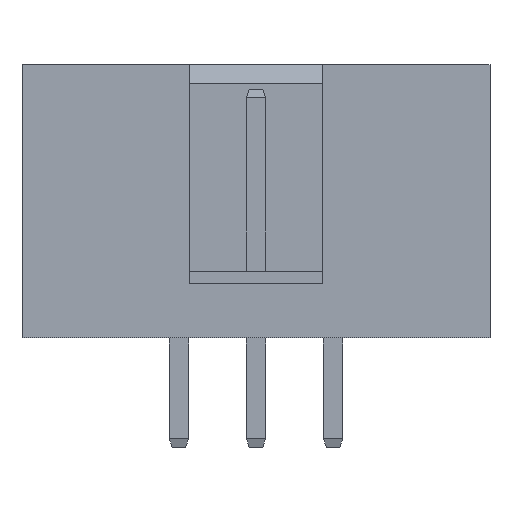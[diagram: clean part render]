
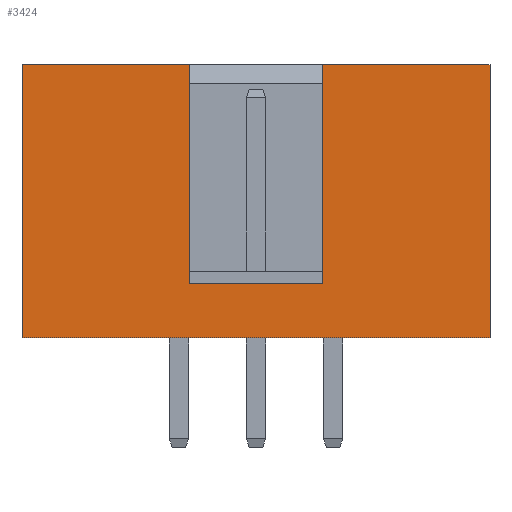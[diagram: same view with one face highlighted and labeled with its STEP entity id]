
A CAD part, front view. The second image highlights one B-rep face of the part: STEP entity #3424.
In plain terms, the highlighted planar face has unit normal (0, -1, 0).
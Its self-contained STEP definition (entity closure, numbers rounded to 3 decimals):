
#4 = VERTEX_POINT ( 'NONE', #1067 ) ;
#26 = LINE ( 'NONE', #4063, #2522 ) ;
#152 = LINE ( 'NONE', #4236, #3450 ) ;
#424 = DIRECTION ( 'NONE',  ( 0., 0., 1. ) ) ;
#469 = DIRECTION ( 'NONE',  ( 1., 0., 0. ) ) ;
#578 = DIRECTION ( 'NONE',  ( 1., 0., 0. ) ) ;
#613 = DIRECTION ( 'NONE',  ( -1., 0., 0. ) ) ;
#736 = VECTOR ( 'NONE', #1227, 1000. ) ;
#786 = CARTESIAN_POINT ( 'NONE',  ( 0.34, -3.13, 0. ) ) ;
#814 = CARTESIAN_POINT ( 'NONE',  ( 0., -3.13, 9. ) ) ;
#816 = VECTOR ( 'NONE', #469, 1000. ) ;
#875 = EDGE_CURVE ( 'NONE', #1343, #3228, #3013, .T. ) ;
#984 = CARTESIAN_POINT ( 'NONE',  ( 0.34, -3.13, 9. ) ) ;
#1036 = VECTOR ( 'NONE', #578, 1000. ) ;
#1057 = ORIENTED_EDGE ( 'NONE', *, *, #4135, .F. ) ;
#1067 = CARTESIAN_POINT ( 'NONE',  ( 4.74, -3.13, 1.8 ) ) ;
#1080 = ORIENTED_EDGE ( 'NONE', *, *, #2267, .T. ) ;
#1110 = VERTEX_POINT ( 'NONE', #1138 ) ;
#1114 = FACE_OUTER_BOUND ( 'NONE', #4416, .T. ) ;
#1133 = LINE ( 'NONE', #2524, #2427 ) ;
#1138 = CARTESIAN_POINT ( 'NONE',  ( 4.74, -3.13, 9. ) ) ;
#1156 = CARTESIAN_POINT ( 'NONE',  ( 0., -3.13, 0. ) ) ;
#1227 = DIRECTION ( 'NONE',  ( 1., 0., 0. ) ) ;
#1343 = VERTEX_POINT ( 'NONE', #1478 ) ;
#1459 = AXIS2_PLACEMENT_3D ( 'NONE', #2864, #2172, #3530 ) ;
#1478 = CARTESIAN_POINT ( 'NONE',  ( -5.17, -3.13, 9. ) ) ;
#1479 = PLANE ( 'NONE',  #1459 ) ;
#1545 = LINE ( 'NONE', #1156, #736 ) ;
#1657 = VECTOR ( 'NONE', #613, 1000. ) ;
#1726 = VERTEX_POINT ( 'NONE', #2081 ) ;
#1803 = DIRECTION ( 'NONE',  ( 0., 0., 1. ) ) ;
#1943 = CARTESIAN_POINT ( 'NONE',  ( 10.25, -3.13, 9. ) ) ;
#2009 = LINE ( 'NONE', #3726, #1657 ) ;
#2017 = CARTESIAN_POINT ( 'NONE',  ( 0., -3.13, 9. ) ) ;
#2076 = VERTEX_POINT ( 'NONE', #4153 ) ;
#2081 = CARTESIAN_POINT ( 'NONE',  ( -5.17, -3.13, 0. ) ) ;
#2097 = EDGE_CURVE ( 'NONE', #1726, #2076, #1545, .T. ) ;
#2102 = ORIENTED_EDGE ( 'NONE', *, *, #875, .F. ) ;
#2172 = DIRECTION ( 'NONE',  ( 0., -1., 0. ) ) ;
#2186 = LINE ( 'NONE', #814, #816 ) ;
#2228 = VERTEX_POINT ( 'NONE', #1943 ) ;
#2229 = EDGE_CURVE ( 'NONE', #4, #4230, #2009, .T. ) ;
#2267 = EDGE_CURVE ( 'NONE', #2076, #2228, #26, .T. ) ;
#2302 = DIRECTION ( 'NONE',  ( 0., 0., 1. ) ) ;
#2427 = VECTOR ( 'NONE', #1803, 1000. ) ;
#2522 = VECTOR ( 'NONE', #2302, 1000. ) ;
#2524 = CARTESIAN_POINT ( 'NONE',  ( -5.17, -3.13, 0. ) ) ;
#2540 = ORIENTED_EDGE ( 'NONE', *, *, #3039, .T. ) ;
#2589 = CARTESIAN_POINT ( 'NONE',  ( 0.34, -3.13, 1.8 ) ) ;
#2642 = EDGE_CURVE ( 'NONE', #1110, #2228, #2186, .T. ) ;
#2700 = ORIENTED_EDGE ( 'NONE', *, *, #2229, .T. ) ;
#2778 = LINE ( 'NONE', #786, #3598 ) ;
#2864 = CARTESIAN_POINT ( 'NONE',  ( -1.27, -3.13, 0. ) ) ;
#3013 = LINE ( 'NONE', #2017, #1036 ) ;
#3039 = EDGE_CURVE ( 'NONE', #4230, #3228, #2778, .T. ) ;
#3087 = DIRECTION ( 'NONE',  ( 0., 0., -1. ) ) ;
#3228 = VERTEX_POINT ( 'NONE', #984 ) ;
#3252 = ORIENTED_EDGE ( 'NONE', *, *, #2642, .F. ) ;
#3424 = ADVANCED_FACE ( 'NONE', ( #1114 ), #1479, .T. ) ;
#3450 = VECTOR ( 'NONE', #3087, 1000. ) ;
#3524 = EDGE_CURVE ( 'NONE', #1110, #4, #152, .T. ) ;
#3530 = DIRECTION ( 'NONE',  ( 0., 0., -1. ) ) ;
#3598 = VECTOR ( 'NONE', #424, 1000. ) ;
#3677 = ORIENTED_EDGE ( 'NONE', *, *, #2097, .T. ) ;
#3689 = ORIENTED_EDGE ( 'NONE', *, *, #3524, .T. ) ;
#3726 = CARTESIAN_POINT ( 'NONE',  ( -1.27, -3.13, 1.8 ) ) ;
#4063 = CARTESIAN_POINT ( 'NONE',  ( 10.25, -3.13, 0. ) ) ;
#4135 = EDGE_CURVE ( 'NONE', #1726, #1343, #1133, .T. ) ;
#4153 = CARTESIAN_POINT ( 'NONE',  ( 10.25, -3.13, 0. ) ) ;
#4230 = VERTEX_POINT ( 'NONE', #2589 ) ;
#4236 = CARTESIAN_POINT ( 'NONE',  ( 4.74, -3.13, 0. ) ) ;
#4416 = EDGE_LOOP ( 'NONE', ( #3252, #3689, #2700, #2540, #2102, #1057, #3677, #1080 ) ) ;
